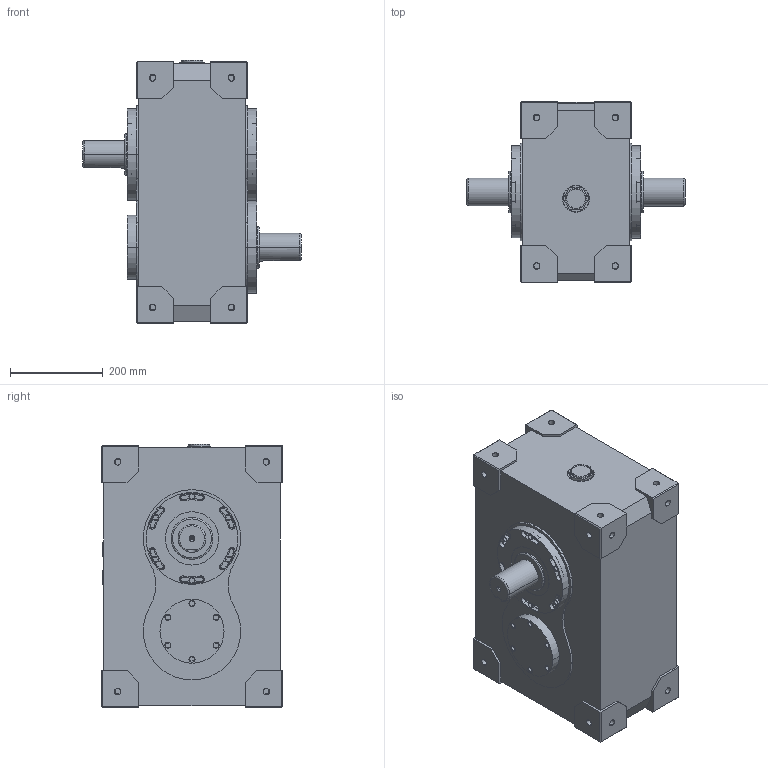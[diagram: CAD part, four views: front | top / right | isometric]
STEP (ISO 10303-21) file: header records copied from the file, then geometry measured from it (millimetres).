
FILE_DESCRIPTION (( 'STEP AP203' ), '1' );
FILE_NAME ('PC200.STEP', '2025-06-20T03:54:01', ( '' ), ( '' ), 'SwSTEP 2.0', 'SolidWorks 2018', '' );
FILE_SCHEMA (( 'CONFIG_CONTROL_DESIGN' ));
Length unit declared in the file: millimetre
Products named in the file (1): PC200
Bounding box: 470 x 390 x 568 mm (x, y, z)
Volume: 52207983.5 mm3; surface area: 1062510.7 mm2
Topology: 1 solids, 1 shells, 961 faces, 2520 edges, 1630 vertices
Faces by surface type: plane 562, cylinder 299, bspline 78, torus 14, cone 8
Entity records: 34235 total; most frequent: CARTESIAN_POINT 10339, ORIENTED_EDGE 5032, DIRECTION 4830, EDGE_CURVE 2516, AXIS2_PLACEMENT_3D 1633, VERTEX_POINT 1630, VECTOR 1564, LINE 1564
